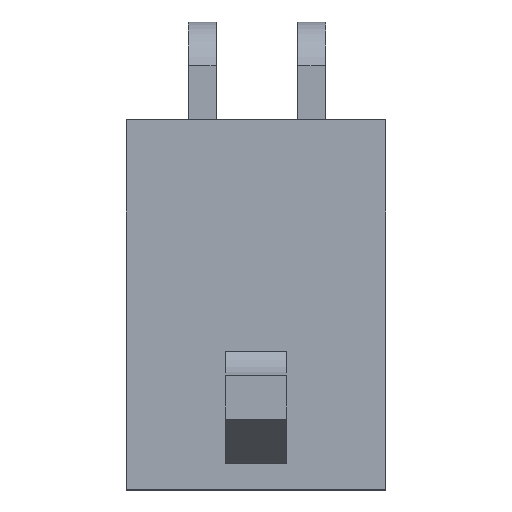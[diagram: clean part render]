
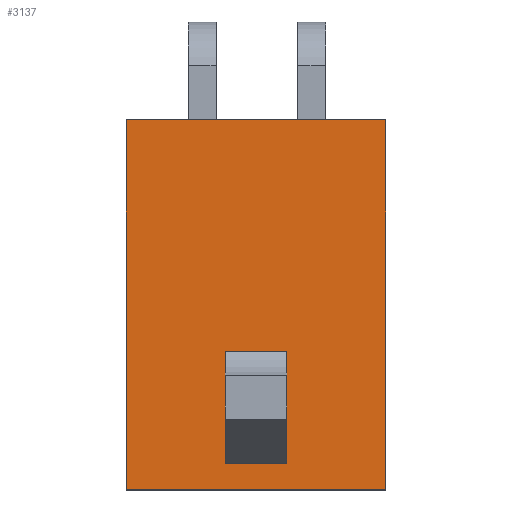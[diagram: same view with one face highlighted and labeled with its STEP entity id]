
A CAD part, top view. The second image highlights one B-rep face of the part: STEP entity #3137.
In plain terms, the highlighted planar face has unit normal (0, 0, 1).
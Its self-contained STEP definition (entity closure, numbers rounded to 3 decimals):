
#382=ORIENTED_EDGE('',*,*,#868,.F.);
#383=ORIENTED_EDGE('',*,*,#869,.F.);
#384=ORIENTED_EDGE('',*,*,#870,.T.);
#385=ORIENTED_EDGE('',*,*,#871,.T.);
#386=ORIENTED_EDGE('',*,*,#715,.F.);
#387=ORIENTED_EDGE('',*,*,#724,.F.);
#388=ORIENTED_EDGE('',*,*,#719,.T.);
#389=ORIENTED_EDGE('',*,*,#726,.T.);
#715=EDGE_CURVE('',#1030,#1031,#1238,.T.);
#719=EDGE_CURVE('',#1034,#1035,#1241,.T.);
#724=EDGE_CURVE('',#1034,#1030,#1245,.T.);
#726=EDGE_CURVE('',#1035,#1031,#1247,.T.);
#868=EDGE_CURVE('',#1124,#1125,#1389,.T.);
#869=EDGE_CURVE('',#1126,#1124,#1390,.T.);
#870=EDGE_CURVE('',#1126,#1127,#1391,.T.);
#871=EDGE_CURVE('',#1127,#1125,#1392,.T.);
#1030=VERTEX_POINT('',#4010);
#1031=VERTEX_POINT('',#4011);
#1034=VERTEX_POINT('',#4019);
#1035=VERTEX_POINT('',#4020);
#1124=VERTEX_POINT('',#4314);
#1125=VERTEX_POINT('',#4315);
#1126=VERTEX_POINT('',#4317);
#1127=VERTEX_POINT('',#4319);
#1238=LINE('',#4009,#1545);
#1241=LINE('',#4018,#1548);
#1245=LINE('',#4028,#1552);
#1247=LINE('',#4032,#1554);
#1389=LINE('',#4313,#1696);
#1390=LINE('',#4316,#1697);
#1391=LINE('',#4318,#1698);
#1392=LINE('',#4320,#1699);
#1545=VECTOR('',#3403,1000.);
#1548=VECTOR('',#3410,1000.);
#1552=VECTOR('',#3418,1000.);
#1554=VECTOR('',#3424,1000.);
#1696=VECTOR('',#3672,1000.);
#1697=VECTOR('',#3673,1000.);
#1698=VECTOR('',#3674,1000.);
#1699=VECTOR('',#3675,1000.);
#1880=EDGE_LOOP('',(#382,#383,#384,#385));
#1881=EDGE_LOOP('',(#386,#387,#388,#389));
#2015=FACE_BOUND('',#1880,.T.);
#2016=FACE_BOUND('',#1881,.T.);
#2147=PLANE('',#3270);
#3137=ADVANCED_FACE('',(#2015,#2016),#2147,.T.);
#3270=AXIS2_PLACEMENT_3D('',#4312,#3670,#3671);
#3403=DIRECTION('',(0.,-1.,0.));
#3410=DIRECTION('',(0.,-1.,0.));
#3418=DIRECTION('',(-1.,0.,0.));
#3424=DIRECTION('',(-1.,0.,0.));
#3670=DIRECTION('',(0.,0.,1.));
#3671=DIRECTION('',(1.,0.,0.));
#3672=DIRECTION('',(1.,0.,0.));
#3673=DIRECTION('',(0.,1.,0.));
#3674=DIRECTION('',(1.,0.,0.));
#3675=DIRECTION('',(0.,1.,0.));
#4009=CARTESIAN_POINT('',(-0.7,-7.85,1.89));
#4010=CARTESIAN_POINT('',(-0.7,-5.31,1.89));
#4011=CARTESIAN_POINT('',(-0.7,-7.85,1.89));
#4018=CARTESIAN_POINT('',(0.7,-7.85,1.89));
#4019=CARTESIAN_POINT('',(0.7,-5.31,1.89));
#4020=CARTESIAN_POINT('',(0.7,-7.85,1.89));
#4028=CARTESIAN_POINT('',(0.7,-5.31,1.89));
#4032=CARTESIAN_POINT('',(0.7,-7.85,1.89));
#4312=CARTESIAN_POINT('',(-2.97,-8.46,1.89));
#4313=CARTESIAN_POINT('',(-2.97,0.,1.89));
#4314=CARTESIAN_POINT('',(-2.97,0.,1.89));
#4315=CARTESIAN_POINT('',(2.97,0.,1.89));
#4316=CARTESIAN_POINT('',(-2.97,-8.46,1.89));
#4317=CARTESIAN_POINT('',(-2.97,-8.46,1.89));
#4318=CARTESIAN_POINT('',(-2.97,-8.46,1.89));
#4319=CARTESIAN_POINT('',(2.97,-8.46,1.89));
#4320=CARTESIAN_POINT('',(2.97,-8.46,1.89));
